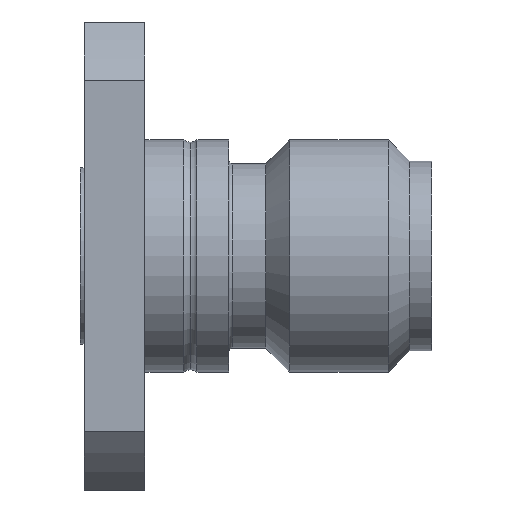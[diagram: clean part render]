
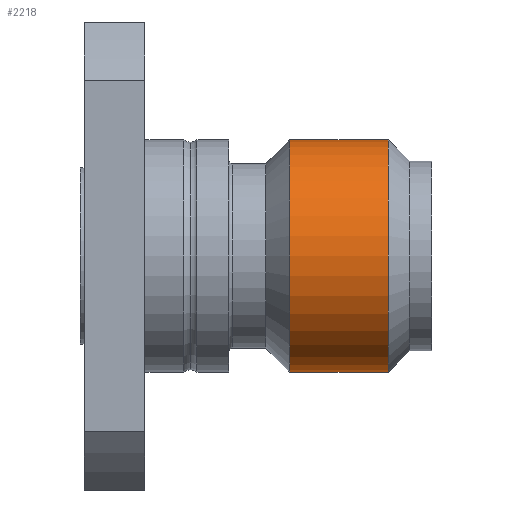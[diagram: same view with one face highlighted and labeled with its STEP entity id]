
A CAD part, front view. The second image highlights one B-rep face of the part: STEP entity #2218.
In plain terms, the highlighted cylindrical face has radius 3.15 mm (diameter 6.3 mm), a partial arc.
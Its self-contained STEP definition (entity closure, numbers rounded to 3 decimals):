
#14 = DIRECTION ( 'NONE',  ( 0., 0., 1. ) ) ;
#76 = AXIS2_PLACEMENT_3D ( 'NONE', #2447, #246, #1714 ) ;
#104 = DIRECTION ( 'NONE',  ( 1., 0., 0. ) ) ;
#128 = AXIS2_PLACEMENT_3D ( 'NONE', #422, #198, #1122 ) ;
#198 = DIRECTION ( 'NONE',  ( 0., 0., 1. ) ) ;
#246 = DIRECTION ( 'NONE',  ( 0., 0., 1. ) ) ;
#251 = EDGE_LOOP ( 'NONE', ( #1663, #1690, #1030, #1221 ) ) ;
#388 = CIRCLE ( 'NONE', #128, 3.15 ) ;
#422 = CARTESIAN_POINT ( 'NONE',  ( 0., 0., -5.58 ) ) ;
#535 = VERTEX_POINT ( 'NONE', #2625 ) ;
#581 = CARTESIAN_POINT ( 'NONE',  ( 3.15, 0., -5.58 ) ) ;
#583 = CARTESIAN_POINT ( 'NONE',  ( -3.15, 0., 0. ) ) ;
#675 = AXIS2_PLACEMENT_3D ( 'NONE', #2063, #1305, #104 ) ;
#937 = EDGE_CURVE ( 'NONE', #2852, #2741, #388, .T. ) ;
#949 = CYLINDRICAL_SURFACE ( 'NONE', #675, 3.15 ) ;
#972 = VERTEX_POINT ( 'NONE', #3064 ) ;
#1030 = ORIENTED_EDGE ( 'NONE', *, *, #3039, .T. ) ;
#1122 = DIRECTION ( 'NONE',  ( 1., 0., 0. ) ) ;
#1221 = ORIENTED_EDGE ( 'NONE', *, *, #937, .F. ) ;
#1305 = DIRECTION ( 'NONE',  ( 0., 0., 1. ) ) ;
#1423 = EDGE_CURVE ( 'NONE', #535, #2852, #1962, .T. ) ;
#1663 = ORIENTED_EDGE ( 'NONE', *, *, #1423, .F. ) ;
#1682 = FACE_OUTER_BOUND ( 'NONE', #251, .T. ) ;
#1690 = ORIENTED_EDGE ( 'NONE', *, *, #2957, .T. ) ;
#1714 = DIRECTION ( 'NONE',  ( 1., 0., 0. ) ) ;
#1910 = CIRCLE ( 'NONE', #76, 3.15 ) ;
#1962 = LINE ( 'NONE', #583, #2667 ) ;
#2063 = CARTESIAN_POINT ( 'NONE',  ( 0., 0., 0. ) ) ;
#2066 = DIRECTION ( 'NONE',  ( 0., 0., 1. ) ) ;
#2197 = CARTESIAN_POINT ( 'NONE',  ( 3.15, 0., 0. ) ) ;
#2218 = ADVANCED_FACE ( 'NONE', ( #1682 ), #949, .T. ) ;
#2286 = VECTOR ( 'NONE', #14, 1000. ) ;
#2447 = CARTESIAN_POINT ( 'NONE',  ( 0., 0., -8.255 ) ) ;
#2625 = CARTESIAN_POINT ( 'NONE',  ( -3.15, 0., -8.255 ) ) ;
#2667 = VECTOR ( 'NONE', #2066, 1000. ) ;
#2741 = VERTEX_POINT ( 'NONE', #581 ) ;
#2832 = LINE ( 'NONE', #2197, #2286 ) ;
#2852 = VERTEX_POINT ( 'NONE', #3055 ) ;
#2957 = EDGE_CURVE ( 'NONE', #535, #972, #1910, .T. ) ;
#3039 = EDGE_CURVE ( 'NONE', #972, #2741, #2832, .T. ) ;
#3055 = CARTESIAN_POINT ( 'NONE',  ( -3.15, 0., -5.58 ) ) ;
#3064 = CARTESIAN_POINT ( 'NONE',  ( 3.15, 0., -8.255 ) ) ;
